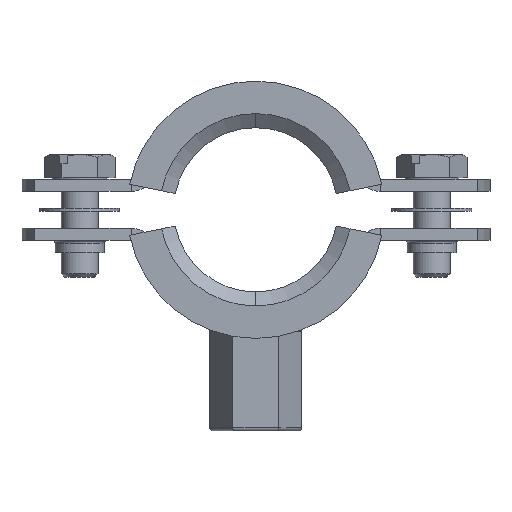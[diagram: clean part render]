
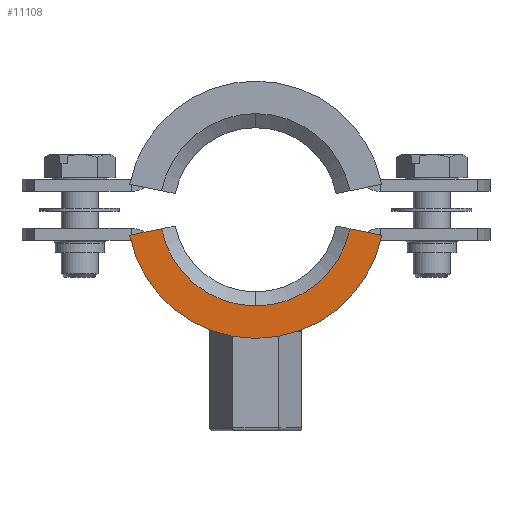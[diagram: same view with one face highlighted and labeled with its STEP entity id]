
A CAD part, front view. The second image highlights one B-rep face of the part: STEP entity #11108.
In plain terms, the highlighted planar face has unit normal (0, -1, 0).
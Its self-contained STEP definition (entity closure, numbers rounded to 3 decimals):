
#352 = CARTESIAN_POINT ( 'NONE',  ( 20.584, -11.5, 13.341 ) ) ;
#1313 = CARTESIAN_POINT ( 'NONE',  ( -20.584, -11.5, 13.341 ) ) ;
#1781 = EDGE_CURVE ( 'NONE', #20912, #28307, #19843, .T. ) ;
#2626 = PLANE ( 'NONE',  #17867 ) ;
#3057 = DIRECTION ( 'NONE',  ( 0., 0., 1. ) ) ;
#3622 = DIRECTION ( 'NONE',  ( 0., 1., 0. ) ) ;
#8148 = CARTESIAN_POINT ( 'NONE',  ( -15.389, -11.5, 14.391 ) ) ;
#8840 = CARTESIAN_POINT ( 'NONE',  ( -15.389, -11.5, 14.391 ) ) ;
#9001 = ORIENTED_EDGE ( 'NONE', *, *, #21609, .T. ) ;
#10162 = CARTESIAN_POINT ( 'NONE',  ( 0., -11.5, 17.5 ) ) ;
#10415 = EDGE_CURVE ( 'NONE', #17595, #20912, #11975, .T. ) ;
#10470 = LINE ( 'NONE', #8840, #23488 ) ;
#10815 = EDGE_LOOP ( 'NONE', ( #27683, #28775, #21425, #9001 ) ) ;
#10897 = VERTEX_POINT ( 'NONE', #8148 ) ;
#11108 = ADVANCED_FACE ( 'NONE', ( #22833 ), #2626, .F. ) ;
#11251 = CARTESIAN_POINT ( 'NONE',  ( 15.389, -11.5, 14.391 ) ) ;
#11975 = LINE ( 'NONE', #12123, #13794 ) ;
#12123 = CARTESIAN_POINT ( 'NONE',  ( 15.389, -11.5, 14.391 ) ) ;
#13794 = VECTOR ( 'NONE', #19240, 1000. ) ;
#14057 = DIRECTION ( 'NONE',  ( 0., 1., 0. ) ) ;
#16543 = DIRECTION ( 'NONE',  ( 0., 0., 1. ) ) ;
#17518 = EDGE_CURVE ( 'NONE', #17595, #10897, #27733, .T. ) ;
#17595 = VERTEX_POINT ( 'NONE', #23735 ) ;
#17867 = AXIS2_PLACEMENT_3D ( 'NONE', #11251, #14057, #20746 ) ;
#17876 = DIRECTION ( 'NONE',  ( -0.98, 0., -0.198 ) ) ;
#17956 = AXIS2_PLACEMENT_3D ( 'NONE', #23257, #23703, #3057 ) ;
#19240 = DIRECTION ( 'NONE',  ( 0.98, 0., -0.198 ) ) ;
#19843 = CIRCLE ( 'NONE', #17956, 21. ) ;
#20746 = DIRECTION ( 'NONE',  ( 0., 0., 1. ) ) ;
#20912 = VERTEX_POINT ( 'NONE', #352 ) ;
#21425 = ORIENTED_EDGE ( 'NONE', *, *, #17518, .T. ) ;
#21548 = AXIS2_PLACEMENT_3D ( 'NONE', #10162, #3622, #16543 ) ;
#21609 = EDGE_CURVE ( 'NONE', #10897, #28307, #10470, .T. ) ;
#22833 = FACE_OUTER_BOUND ( 'NONE', #10815, .T. ) ;
#23257 = CARTESIAN_POINT ( 'NONE',  ( 0., -11.5, 17.5 ) ) ;
#23488 = VECTOR ( 'NONE', #17876, 1000. ) ;
#23703 = DIRECTION ( 'NONE',  ( 0., 1., 0. ) ) ;
#23735 = CARTESIAN_POINT ( 'NONE',  ( 15.389, -11.5, 14.391 ) ) ;
#27683 = ORIENTED_EDGE ( 'NONE', *, *, #1781, .F. ) ;
#27733 = CIRCLE ( 'NONE', #21548, 15.7 ) ;
#28307 = VERTEX_POINT ( 'NONE', #1313 ) ;
#28775 = ORIENTED_EDGE ( 'NONE', *, *, #10415, .F. ) ;
